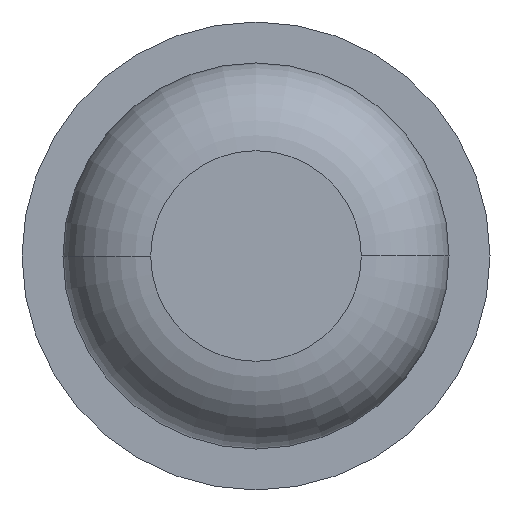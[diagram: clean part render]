
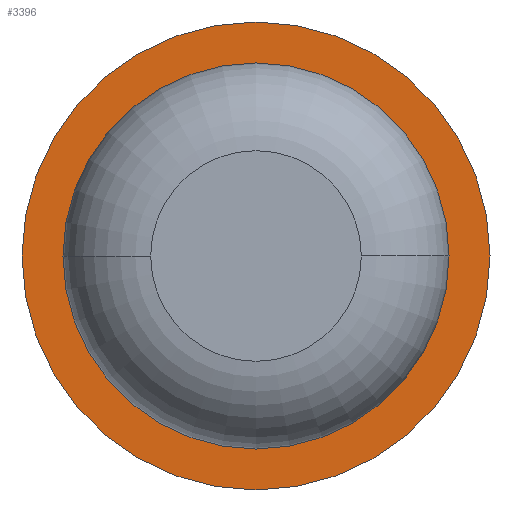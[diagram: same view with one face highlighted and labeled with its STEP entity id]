
A CAD part, front view. The second image highlights one B-rep face of the part: STEP entity #3396.
In plain terms, the highlighted planar face has unit normal (0, -1, 0).
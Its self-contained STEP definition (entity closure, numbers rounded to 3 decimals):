
#10 = DIRECTION ( 'NONE',  ( -1., 0., 0. ) ) ;
#89 = AXIS2_PLACEMENT_3D ( 'NONE', #2559, #319, #2904 ) ;
#163 = DIRECTION ( 'NONE',  ( 0., 1., 0. ) ) ;
#230 = CARTESIAN_POINT ( 'NONE',  ( -1., -7., 0. ) ) ;
#261 = PLANE ( 'NONE',  #89 ) ;
#319 = DIRECTION ( 'NONE',  ( 0., 1., 0. ) ) ;
#516 = EDGE_CURVE ( 'Defeature ausgef�hrt1_5+Defeature ausgef�hrt1_0+Defeature ausgef�hrt1_0+Defeature ausgef�hrt1_0', #1733, #3232, #2552, .T. ) ;
#570 = FACE_OUTER_BOUND ( 'NONE', #4056, .T. ) ;
#877 = EDGE_CURVE ( 'Defeature ausgef�hrt1_6+Defeature ausgef�hrt1_5+Defeature ausgef�hrt1_5+Defeature ausgef�hrt1_5', #1121, #1711, #3470, .T. ) ;
#925 = CARTESIAN_POINT ( 'NONE',  ( -0.825, -7., 0. ) ) ;
#1054 = CARTESIAN_POINT ( 'NONE',  ( 0.825, -7., 0. ) ) ;
#1121 = VERTEX_POINT ( 'NONE', #230 ) ;
#1583 = ORIENTED_EDGE ( 'NONE', *, *, #2697, .F. ) ;
#1584 = EDGE_LOOP ( 'NONE', ( #3963, #2940 ) ) ;
#1608 = CARTESIAN_POINT ( 'NONE',  ( 1., -7., 0. ) ) ;
#1711 = VERTEX_POINT ( 'NONE', #1608 ) ;
#1733 = VERTEX_POINT ( 'NONE', #925 ) ;
#1815 = CARTESIAN_POINT ( 'NONE',  ( 0., -7., 0. ) ) ;
#1821 = CIRCLE ( 'NONE', #2802, 0.825 ) ;
#1900 = AXIS2_PLACEMENT_3D ( 'NONE', #4214, #2614, #2262 ) ;
#2015 = DIRECTION ( 'NONE',  ( 0., 1., 0. ) ) ;
#2085 = ORIENTED_EDGE ( 'NONE', *, *, #877, .F. ) ;
#2162 = EDGE_CURVE ( 'Defeature ausgef�hrt1_5+Defeature ausgef�hrt1_0+Defeature ausgef�hrt1_0+Defeature ausgef�hrt1_0', #3232, #1733, #1821, .T. ) ;
#2262 = DIRECTION ( 'NONE',  ( -1., 0., 0. ) ) ;
#2361 = CARTESIAN_POINT ( 'NONE',  ( 0., -7., 0. ) ) ;
#2424 = CARTESIAN_POINT ( 'NONE',  ( 0., -7., 0. ) ) ;
#2552 = CIRCLE ( 'NONE', #2602, 0.825 ) ;
#2559 = CARTESIAN_POINT ( 'NONE',  ( 0.825, -7., 0. ) ) ;
#2594 = FACE_BOUND ( 'NONE', #1584, .T. ) ;
#2602 = AXIS2_PLACEMENT_3D ( 'NONE', #2424, #163, #4078 ) ;
#2614 = DIRECTION ( 'NONE',  ( 0., 1., 0. ) ) ;
#2697 = EDGE_CURVE ( 'Defeature ausgef�hrt1_6+Defeature ausgef�hrt1_5+Defeature ausgef�hrt1_5+Defeature ausgef�hrt1_5', #1711, #1121, #3063, .T. ) ;
#2802 = AXIS2_PLACEMENT_3D ( 'NONE', #1815, #4080, #3725 ) ;
#2904 = DIRECTION ( 'NONE',  ( -1., 0., 0. ) ) ;
#2940 = ORIENTED_EDGE ( 'NONE', *, *, #2162, .T. ) ;
#3063 = CIRCLE ( 'NONE', #3404, 1. ) ;
#3232 = VERTEX_POINT ( 'NONE', #1054 ) ;
#3396 = ADVANCED_FACE ( 'Defeature ausgef�hrt1_5', ( #570, #2594 ), #261, .F. ) ;
#3404 = AXIS2_PLACEMENT_3D ( 'NONE', #2361, #2015, #10 ) ;
#3470 = CIRCLE ( 'NONE', #1900, 1. ) ;
#3725 = DIRECTION ( 'NONE',  ( -1., 0., 0. ) ) ;
#3963 = ORIENTED_EDGE ( 'NONE', *, *, #516, .T. ) ;
#4056 = EDGE_LOOP ( 'NONE', ( #2085, #1583 ) ) ;
#4078 = DIRECTION ( 'NONE',  ( -1., 0., 0. ) ) ;
#4080 = DIRECTION ( 'NONE',  ( 0., 1., 0. ) ) ;
#4214 = CARTESIAN_POINT ( 'NONE',  ( 0., -7., 0. ) ) ;
